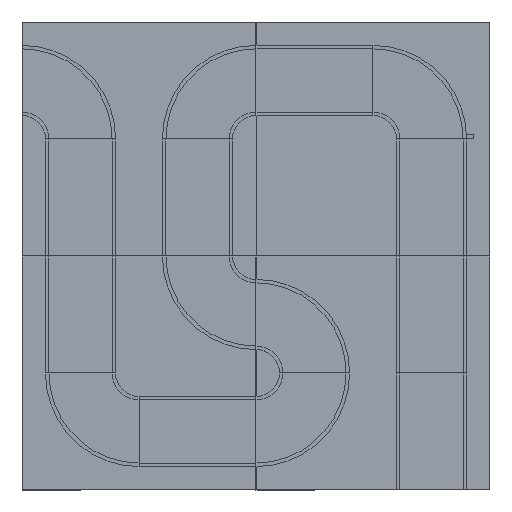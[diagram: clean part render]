
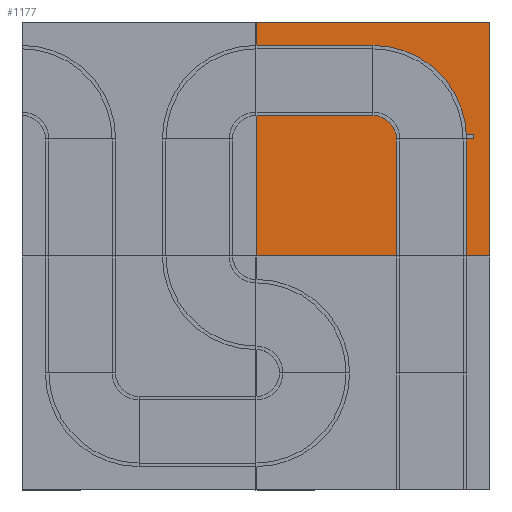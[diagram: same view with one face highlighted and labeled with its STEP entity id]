
A CAD part, top view. The second image highlights one B-rep face of the part: STEP entity #1177.
In plain terms, the highlighted planar face has unit normal (0, 0, 1).
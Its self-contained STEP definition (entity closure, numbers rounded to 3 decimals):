
#248=FACE_OUTER_BOUND('',#316,.T.);
#316=EDGE_LOOP('',(#858,#859,#860,#861));
#388=LINE('',#1933,#500);
#391=LINE('',#1939,#503);
#394=LINE('',#1945,#506);
#397=LINE('',#1949,#509);
#500=VECTOR('',#1547,10.);
#503=VECTOR('',#1552,10.);
#506=VECTOR('',#1557,10.);
#509=VECTOR('',#1562,10.);
#612=VERTEX_POINT('',#1930);
#613=VERTEX_POINT('',#1932);
#615=VERTEX_POINT('',#1938);
#617=VERTEX_POINT('',#1944);
#706=EDGE_CURVE('',#613,#612,#388,.T.);
#709=EDGE_CURVE('',#615,#613,#391,.T.);
#712=EDGE_CURVE('',#617,#615,#394,.T.);
#715=EDGE_CURVE('',#612,#617,#397,.T.);
#858=ORIENTED_EDGE('',*,*,#715,.T.);
#859=ORIENTED_EDGE('',*,*,#712,.T.);
#860=ORIENTED_EDGE('',*,*,#709,.T.);
#861=ORIENTED_EDGE('',*,*,#706,.T.);
#1122=PLANE('',#1407);
#1177=ADVANCED_FACE('',(#248),#1122,.T.);
#1407=AXIS2_PLACEMENT_3D('',#1950,#1563,#1564);
#1547=DIRECTION('',(1.,0.,0.));
#1552=DIRECTION('',(0.,-1.,0.));
#1557=DIRECTION('',(-1.,0.,0.));
#1562=DIRECTION('',(0.,1.,0.));
#1563=DIRECTION('center_axis',(0.,0.,1.));
#1564=DIRECTION('ref_axis',(1.,0.,0.));
#1930=CARTESIAN_POINT('',(1000.,0.,10.));
#1932=CARTESIAN_POINT('',(0.,0.,10.));
#1933=CARTESIAN_POINT('',(1000.,0.,10.));
#1938=CARTESIAN_POINT('',(0.,1000.,10.));
#1939=CARTESIAN_POINT('',(0.,0.,10.));
#1944=CARTESIAN_POINT('',(1000.,1000.,10.));
#1945=CARTESIAN_POINT('',(0.,1000.,10.));
#1949=CARTESIAN_POINT('',(1000.,1000.,10.));
#1950=CARTESIAN_POINT('Origin',(500.,500.,10.));
